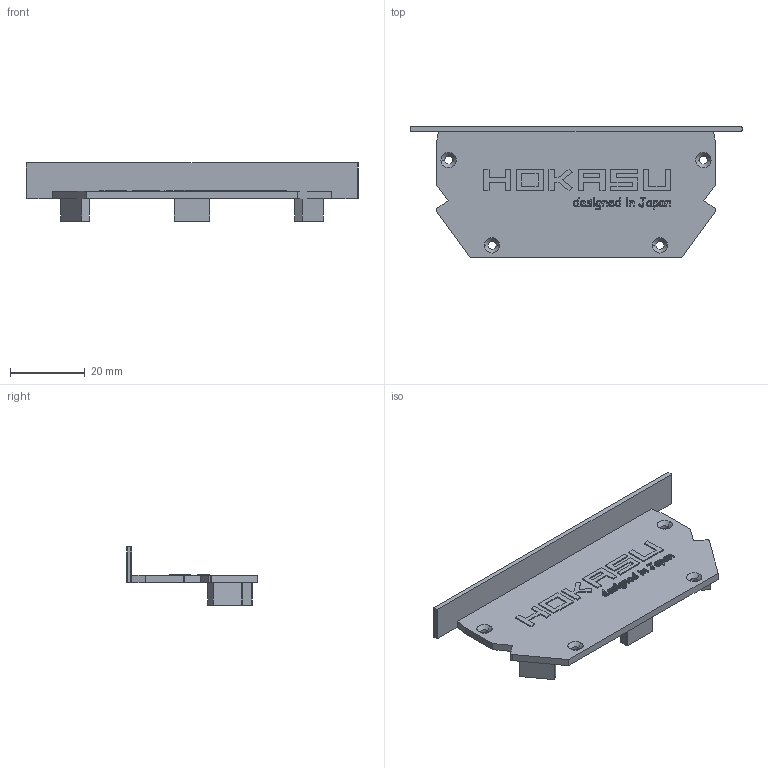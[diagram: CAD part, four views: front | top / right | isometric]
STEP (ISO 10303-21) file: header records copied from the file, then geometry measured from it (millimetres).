
FILE_DESCRIPTION (( 'STEP AP214' ), '1' );
FILE_NAME ('7535in v2_????????.STEP', '2020-01-30T11:51:27', ( '' ), ( '' ), 'SwSTEP 2.0', 'SolidWorks 2018', '' );
FILE_SCHEMA (( 'AUTOMOTIVE_DESIGN' ));
Length unit declared in the file: millimetre
Products named in the file (1): 7535in v2_????????
Bounding box: 89 x 35 x 15.6 mm (x, y, z)
Volume: 6337.9 mm3; surface area: 7426.8 mm2
Topology: 1 solids, 1 shells, 610 faces, 1708 edges, 1136 vertices
Faces by surface type: bspline 406, plane 165, cylinder 31, cone 8
Entity records: 21777 total; most frequent: CARTESIAN_POINT 8733, ORIENTED_EDGE 3416, EDGE_CURVE 1708, DIRECTION 1376, VERTEX_POINT 1136, LINE 826, VECTOR 826, B_SPLINE_CURVE_WITH_KNOTS 812
